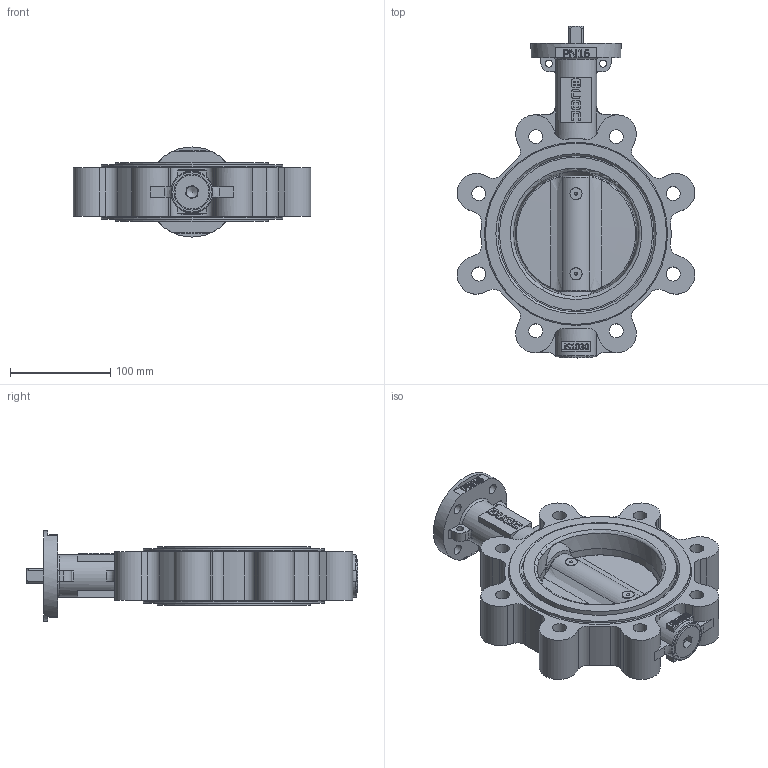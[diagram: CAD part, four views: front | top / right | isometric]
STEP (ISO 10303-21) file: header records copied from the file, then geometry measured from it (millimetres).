
FILE_DESCRIPTION(/* description */ (''),/* implementation_level */ '2;1');
FILE_NAME(/* name */ '6820-DN125-PN16.stp',/* time_stamp */ '2017-05-11T11:49:37+02:00',/* author */ ('nils.martens'),/* organization */ (''),/* preprocessor_version */ 'ST-DEVELOPER v16.5',/* originating_system */ 'Autodesk Inventor 2017',/* authorisation */ '');
FILE_SCHEMA (('AUTOMOTIVE_DESIGN { 1 0 10303 214 3 1 1 }'));
Length unit declared in the file: millimetre
Products named in the file (1): 6820-DN125
Bounding box: 237.43 x 331.5 x 90 mm (x, y, z)
Volume: 1648622.2 mm3; surface area: 214825.4 mm2
Topology: 1 solids, 6 shells, 682 faces, 1783 edges, 1156 vertices
Faces by surface type: plane 339, bspline 162, cylinder 124, cone 32, torus 25
Full cylindrical faces by diameter (mm): 5 x1, 7 x2, 10 x4, 13.7 x1, 14 x8, 19 x1, 20 x5, 22 x1, 27 x2, 34 x1, 36 x1, 42 x1, 90 x1, 153 x2, 156 x2, 181 x2
Entity records: 30842 total; most frequent: CARTESIAN_POINT 14593, ORIENTED_EDGE 3414, DIRECTION 2741, EDGE_CURVE 1705, VERTEX_POINT 1132, AXIS2_PLACEMENT_3D 921, LINE 899, VECTOR 899
